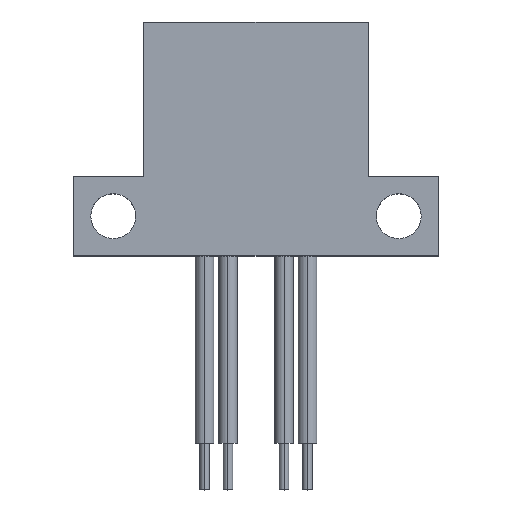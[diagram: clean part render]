
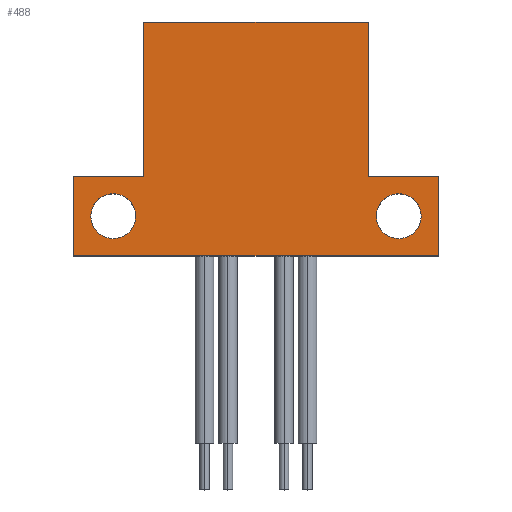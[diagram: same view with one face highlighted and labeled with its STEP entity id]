
A CAD part, top view. The second image highlights one B-rep face of the part: STEP entity #488.
In plain terms, the highlighted planar face has unit normal (0, 0, 1).
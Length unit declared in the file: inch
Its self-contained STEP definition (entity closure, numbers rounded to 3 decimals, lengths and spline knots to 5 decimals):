
#6 = AXIS2_PLACEMENT_3D ( 'NONE', #728, #841, #145 ) ;
#7 = VECTOR ( 'NONE', #974, 39.37008 ) ;
#12 = EDGE_LOOP ( 'NONE', ( #472, #993 ) ) ;
#14 = VERTEX_POINT ( 'NONE', #812 ) ;
#19 = FACE_OUTER_BOUND ( 'NONE', #520, .T. ) ;
#30 = DIRECTION ( 'NONE',  ( 0., 0., -1. ) ) ;
#41 = CARTESIAN_POINT ( 'NONE',  ( 0.39, 0.17, 0.1 ) ) ;
#42 = DIRECTION ( 'NONE',  ( 0., 0., 1. ) ) ;
#51 = CARTESIAN_POINT ( 'NONE',  ( 0.24, 0.17, 0.1 ) ) ;
#56 = DIRECTION ( 'NONE',  ( 0., 0., 1. ) ) ;
#90 = EDGE_CURVE ( 'NONE', #861, #369, #297, .T. ) ;
#98 = VECTOR ( 'NONE', #587, 39.37008 ) ;
#103 = VERTEX_POINT ( 'NONE', #1116 ) ;
#116 = DIRECTION ( 'NONE',  ( 0., -1., 0. ) ) ;
#121 = VERTEX_POINT ( 'NONE', #41 ) ;
#138 = LINE ( 'NONE', #1074, #98 ) ;
#140 = CARTESIAN_POINT ( 'NONE',  ( -0.257, 0.085, 0.1 ) ) ;
#145 = DIRECTION ( 'NONE',  ( -1., 0., 0. ) ) ;
#153 = EDGE_CURVE ( 'NONE', #103, #641, #600, .T. ) ;
#155 = CARTESIAN_POINT ( 'NONE',  ( 0.353, 0.085, 0.1 ) ) ;
#184 = VERTEX_POINT ( 'NONE', #548 ) ;
#191 = CARTESIAN_POINT ( 'NONE',  ( 0.39, 0., 0.1 ) ) ;
#208 = CIRCLE ( 'NONE', #565, 0.048 ) ;
#215 = ORIENTED_EDGE ( 'NONE', *, *, #1035, .T. ) ;
#223 = CARTESIAN_POINT ( 'NONE',  ( 0.257, 0.085, 0.1 ) ) ;
#256 = CARTESIAN_POINT ( 'NONE',  ( -0.24, 0.5, 0.1 ) ) ;
#276 = LINE ( 'NONE', #390, #1018 ) ;
#297 = LINE ( 'NONE', #627, #397 ) ;
#323 = PLANE ( 'NONE',  #647 ) ;
#324 = DIRECTION ( 'NONE',  ( 1., 0., 0. ) ) ;
#326 = ORIENTED_EDGE ( 'NONE', *, *, #497, .T. ) ;
#334 = CARTESIAN_POINT ( 'NONE',  ( 0.39, 0., 0.1 ) ) ;
#341 = DIRECTION ( 'NONE',  ( 1., 0., 0. ) ) ;
#343 = FACE_BOUND ( 'NONE', #738, .T. ) ;
#369 = VERTEX_POINT ( 'NONE', #191 ) ;
#377 = VECTOR ( 'NONE', #1006, 39.37008 ) ;
#390 = CARTESIAN_POINT ( 'NONE',  ( -0.39, 0., 0.1 ) ) ;
#397 = VECTOR ( 'NONE', #341, 39.37008 ) ;
#406 = AXIS2_PLACEMENT_3D ( 'NONE', #834, #56, #1029 ) ;
#410 = CARTESIAN_POINT ( 'NONE',  ( -0.39, 0.17, 0.1 ) ) ;
#427 = ORIENTED_EDGE ( 'NONE', *, *, #437, .T. ) ;
#437 = EDGE_CURVE ( 'NONE', #828, #14, #700, .T. ) ;
#472 = ORIENTED_EDGE ( 'NONE', *, *, #807, .F. ) ;
#488 = ADVANCED_FACE ( 'NONE', ( #19, #343, #910 ), #323, .F. ) ;
#497 = EDGE_CURVE ( 'NONE', #121, #1229, #1054, .T. ) ;
#506 = ORIENTED_EDGE ( 'NONE', *, *, #1159, .T. ) ;
#520 = EDGE_LOOP ( 'NONE', ( #215, #733, #883, #326, #939, #576, #506, #427 ) ) ;
#523 = EDGE_CURVE ( 'NONE', #369, #121, #586, .T. ) ;
#524 = CARTESIAN_POINT ( 'NONE',  ( -0.24, 0.5, 0.1 ) ) ;
#548 = CARTESIAN_POINT ( 'NONE',  ( -0.353, 0.085, 0.1 ) ) ;
#565 = AXIS2_PLACEMENT_3D ( 'NONE', #937, #42, #1225 ) ;
#576 = ORIENTED_EDGE ( 'NONE', *, *, #153, .T. ) ;
#586 = LINE ( 'NONE', #334, #377 ) ;
#587 = DIRECTION ( 'NONE',  ( 0., 1., 0. ) ) ;
#600 = LINE ( 'NONE', #256, #776 ) ;
#610 = CIRCLE ( 'NONE', #6, 0.048 ) ;
#614 = DIRECTION ( 'NONE',  ( 0., 0., 1. ) ) ;
#627 = CARTESIAN_POINT ( 'NONE',  ( 0.39, 0., 0.1 ) ) ;
#641 = VERTEX_POINT ( 'NONE', #524 ) ;
#647 = AXIS2_PLACEMENT_3D ( 'NONE', #996, #30, #116 ) ;
#655 = DIRECTION ( 'NONE',  ( -1., 0., 0. ) ) ;
#700 = LINE ( 'NONE', #410, #7 ) ;
#713 = CARTESIAN_POINT ( 'NONE',  ( 0.39, 0.17, 0.1 ) ) ;
#728 = CARTESIAN_POINT ( 'NONE',  ( 0.305, 0.085, 0.1 ) ) ;
#733 = ORIENTED_EDGE ( 'NONE', *, *, #90, .T. ) ;
#738 = EDGE_LOOP ( 'NONE', ( #902, #901 ) ) ;
#776 = VECTOR ( 'NONE', #655, 39.37008 ) ;
#781 = VERTEX_POINT ( 'NONE', #223 ) ;
#798 = CIRCLE ( 'NONE', #954, 0.048 ) ;
#807 = EDGE_CURVE ( 'NONE', #1089, #184, #798, .T. ) ;
#812 = CARTESIAN_POINT ( 'NONE',  ( -0.39, 0.17, 0.1 ) ) ;
#828 = VERTEX_POINT ( 'NONE', #903 ) ;
#831 = CARTESIAN_POINT ( 'NONE',  ( -0.39, 0., 0.1 ) ) ;
#834 = CARTESIAN_POINT ( 'NONE',  ( -0.305, 0.085, 0.1 ) ) ;
#841 = DIRECTION ( 'NONE',  ( 0., 0., 1. ) ) ;
#861 = VERTEX_POINT ( 'NONE', #831 ) ;
#863 = DIRECTION ( 'NONE',  ( 0., -1., 0. ) ) ;
#883 = ORIENTED_EDGE ( 'NONE', *, *, #523, .T. ) ;
#901 = ORIENTED_EDGE ( 'NONE', *, *, #1185, .F. ) ;
#902 = ORIENTED_EDGE ( 'NONE', *, *, #917, .F. ) ;
#903 = CARTESIAN_POINT ( 'NONE',  ( -0.24, 0.17, 0.1 ) ) ;
#905 = CARTESIAN_POINT ( 'NONE',  ( -0.305, 0.085, 0.1 ) ) ;
#910 = FACE_BOUND ( 'NONE', #12, .T. ) ;
#917 = EDGE_CURVE ( 'NONE', #963, #781, #208, .T. ) ;
#929 = DIRECTION ( 'NONE',  ( 0., -1., 0. ) ) ;
#937 = CARTESIAN_POINT ( 'NONE',  ( 0.305, 0.085, 0.1 ) ) ;
#939 = ORIENTED_EDGE ( 'NONE', *, *, #1270, .T. ) ;
#954 = AXIS2_PLACEMENT_3D ( 'NONE', #905, #614, #324 ) ;
#963 = VERTEX_POINT ( 'NONE', #155 ) ;
#974 = DIRECTION ( 'NONE',  ( -1., 0., 0. ) ) ;
#993 = ORIENTED_EDGE ( 'NONE', *, *, #1235, .F. ) ;
#996 = CARTESIAN_POINT ( 'NONE',  ( -0.39, 0.17, 0.1 ) ) ;
#1006 = DIRECTION ( 'NONE',  ( 0., 1., 0. ) ) ;
#1018 = VECTOR ( 'NONE', #863, 39.37008 ) ;
#1029 = DIRECTION ( 'NONE',  ( 1., 0., 0. ) ) ;
#1035 = EDGE_CURVE ( 'NONE', #14, #861, #276, .T. ) ;
#1050 = CIRCLE ( 'NONE', #406, 0.048 ) ;
#1054 = LINE ( 'NONE', #713, #1206 ) ;
#1074 = CARTESIAN_POINT ( 'NONE',  ( 0.24, 0.17, 0.1 ) ) ;
#1089 = VERTEX_POINT ( 'NONE', #140 ) ;
#1116 = CARTESIAN_POINT ( 'NONE',  ( 0.24, 0.5, 0.1 ) ) ;
#1128 = VECTOR ( 'NONE', #929, 39.37008 ) ;
#1159 = EDGE_CURVE ( 'NONE', #641, #828, #1220, .T. ) ;
#1185 = EDGE_CURVE ( 'NONE', #781, #963, #610, .T. ) ;
#1206 = VECTOR ( 'NONE', #1208, 39.37008 ) ;
#1208 = DIRECTION ( 'NONE',  ( -1., 0., 0. ) ) ;
#1218 = CARTESIAN_POINT ( 'NONE',  ( -0.24, 0.17, 0.1 ) ) ;
#1220 = LINE ( 'NONE', #1218, #1128 ) ;
#1225 = DIRECTION ( 'NONE',  ( -1., 0., 0. ) ) ;
#1229 = VERTEX_POINT ( 'NONE', #51 ) ;
#1235 = EDGE_CURVE ( 'NONE', #184, #1089, #1050, .T. ) ;
#1270 = EDGE_CURVE ( 'NONE', #1229, #103, #138, .T. ) ;
